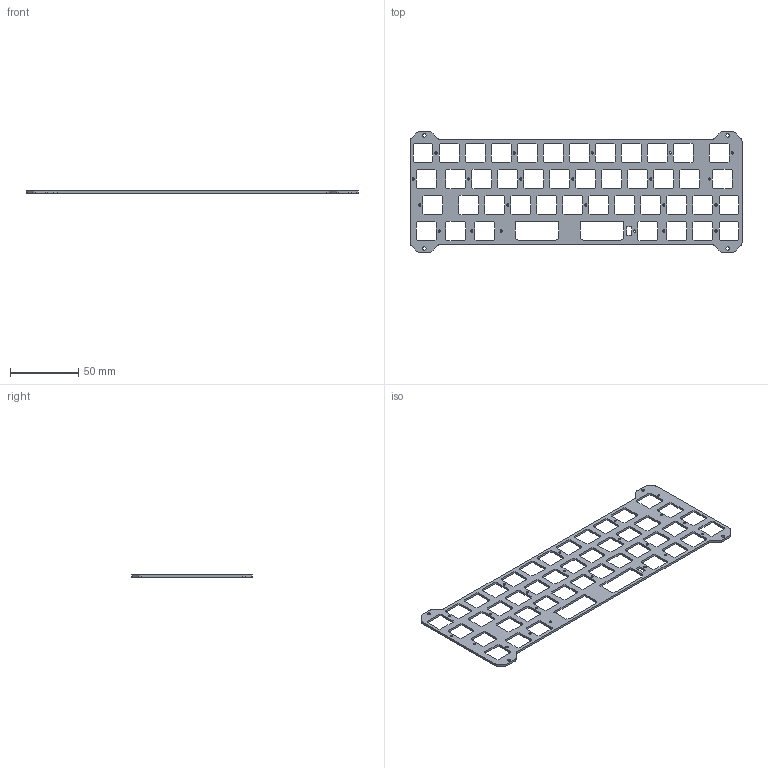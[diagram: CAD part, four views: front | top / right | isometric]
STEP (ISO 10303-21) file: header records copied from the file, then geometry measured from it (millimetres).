
FILE_DESCRIPTION(('KiCad electronic assembly'),'2;1');
FILE_NAME('plate split.step','2024-08-05T20:28:18',('Pcbnew'),('Kicad'), 'Open CASCADE STEP processor 7.8','KiCad to STEP converter','Unknown' );
FILE_SCHEMA(('AUTOMOTIVE_DESIGN { 1 0 10303 214 1 1 1 1 }'));
Length unit declared in the file: millimetre
Products named in the file (2): plate split 1; _autosave-plate split_PCB
Assembly tree (1 placements, depth 2):
  plate split 1
    _autosave-plate split_PCB
Bounding box: 242.89 x 88.2 x 1.59 mm (x, y, z)
Volume: 14636 mm3; surface area: 23746.9 mm2
Topology: 1 solids, 1 shells, 424 faces, 1266 edges, 844 vertices
Faces by surface type: plane 382, cylinder 42
Full cylindrical faces by diameter (mm): 1.6 x22, 2.5 x4
Entity records: 14359 total; most frequent: CARTESIAN_POINT 2536, ORIENTED_EDGE 2532, DIRECTION 2202, EDGE_CURVE 1266, LINE 1182, VECTOR 1182, VERTEX_POINT 844, FACE_BOUND 568
